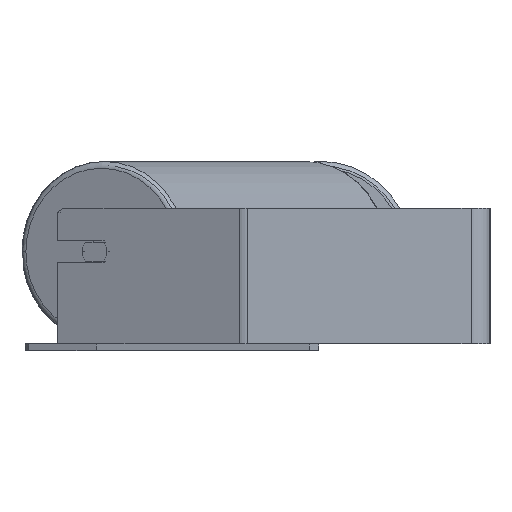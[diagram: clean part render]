
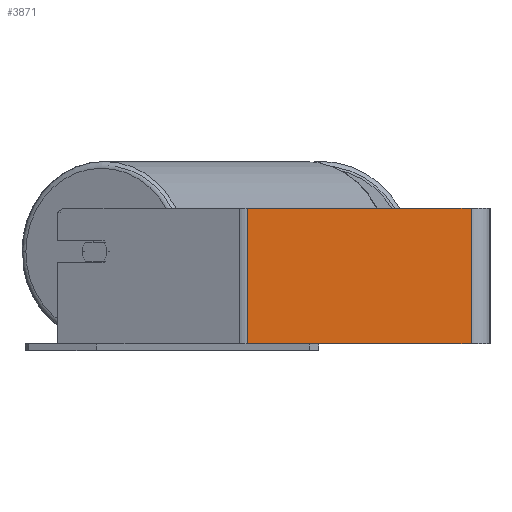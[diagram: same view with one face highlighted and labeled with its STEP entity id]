
A CAD part, left-side view. The second image highlights one B-rep face of the part: STEP entity #3871.
In plain terms, the highlighted planar face has unit normal (-1, 0, 0).
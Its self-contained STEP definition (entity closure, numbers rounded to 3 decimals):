
#395 = ORIENTED_EDGE ( 'NONE', *, *, #4183, .F. ) ;
#503 = DIRECTION ( 'NONE',  ( 0., 0., -1. ) ) ;
#814 = CARTESIAN_POINT ( 'NONE',  ( -605., 14., 50. ) ) ;
#887 = DIRECTION ( 'NONE',  ( 0., -1., 0. ) ) ;
#1182 = DIRECTION ( 'NONE',  ( 0., -1., 0. ) ) ;
#1674 = ORIENTED_EDGE ( 'NONE', *, *, #8596, .T. ) ;
#1867 = VERTEX_POINT ( 'NONE', #4295 ) ;
#1905 = VECTOR ( 'NONE', #887, 1000. ) ;
#1961 = VECTOR ( 'NONE', #503, 1000. ) ;
#2065 = ORIENTED_EDGE ( 'NONE', *, *, #4718, .T. ) ;
#2108 = EDGE_CURVE ( 'NONE', #4396, #2769, #3262, .T. ) ;
#2117 = DIRECTION ( 'NONE',  ( 1., 0., 0. ) ) ;
#2769 = VERTEX_POINT ( 'NONE', #8477 ) ;
#3003 = FACE_OUTER_BOUND ( 'NONE', #5777, .T. ) ;
#3262 = LINE ( 'NONE', #6783, #1961 ) ;
#3288 = LINE ( 'NONE', #8172, #4465 ) ;
#3871 = ADVANCED_FACE ( 'NONE', ( #3003 ), #4260, .F. ) ;
#4183 = EDGE_CURVE ( 'NONE', #6726, #4396, #8991, .T. ) ;
#4260 = PLANE ( 'NONE',  #8139 ) ;
#4295 = CARTESIAN_POINT ( 'NONE',  ( -605., 178.879, -50. ) ) ;
#4321 = VECTOR ( 'NONE', #1182, 1000. ) ;
#4396 = VERTEX_POINT ( 'NONE', #814 ) ;
#4416 = ORIENTED_EDGE ( 'NONE', *, *, #2108, .F. ) ;
#4430 = LINE ( 'NONE', #7211, #1905 ) ;
#4465 = VECTOR ( 'NONE', #4679, 1000. ) ;
#4679 = DIRECTION ( 'NONE',  ( 0., 0., -1. ) ) ;
#4718 = EDGE_CURVE ( 'NONE', #6726, #1867, #3288, .T. ) ;
#5092 = DIRECTION ( 'NONE',  ( 0., 0., -1. ) ) ;
#5441 = CARTESIAN_POINT ( 'NONE',  ( -605., 181.983, 50. ) ) ;
#5777 = EDGE_LOOP ( 'NONE', ( #1674, #4416, #395, #2065 ) ) ;
#6453 = CARTESIAN_POINT ( 'NONE',  ( -605., 181.983, 50. ) ) ;
#6726 = VERTEX_POINT ( 'NONE', #7281 ) ;
#6783 = CARTESIAN_POINT ( 'NONE',  ( -605., 14., 50. ) ) ;
#7211 = CARTESIAN_POINT ( 'NONE',  ( -605., 181.983, -50. ) ) ;
#7281 = CARTESIAN_POINT ( 'NONE',  ( -605., 178.879, 50. ) ) ;
#8139 = AXIS2_PLACEMENT_3D ( 'NONE', #6453, #2117, #5092 ) ;
#8172 = CARTESIAN_POINT ( 'NONE',  ( -605., 178.879, 50. ) ) ;
#8477 = CARTESIAN_POINT ( 'NONE',  ( -605., 14., -50. ) ) ;
#8596 = EDGE_CURVE ( 'NONE', #1867, #2769, #4430, .T. ) ;
#8991 = LINE ( 'NONE', #5441, #4321 ) ;
